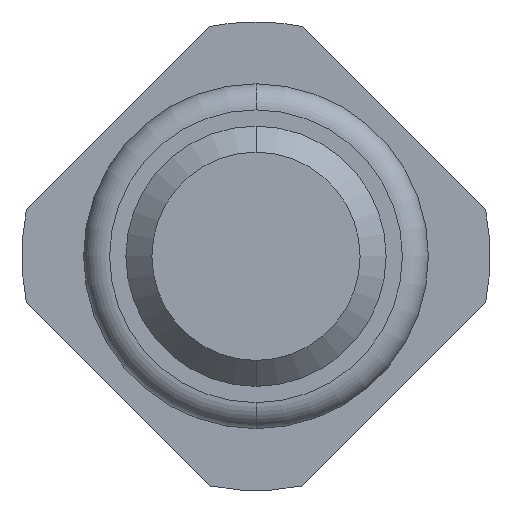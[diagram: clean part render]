
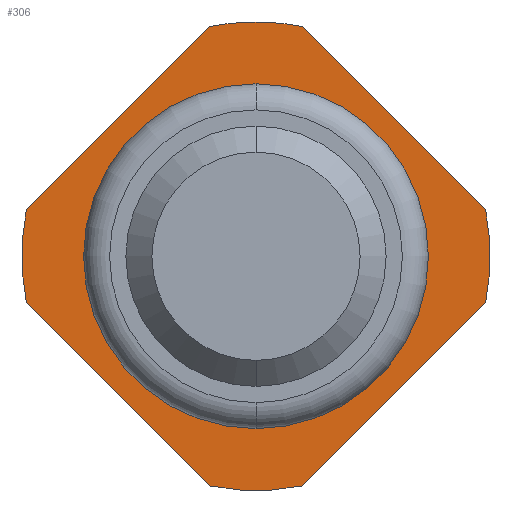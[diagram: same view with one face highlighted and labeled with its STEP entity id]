
A CAD part, front view. The second image highlights one B-rep face of the part: STEP entity #306.
In plain terms, the highlighted planar face has unit normal (0, -1, 0).
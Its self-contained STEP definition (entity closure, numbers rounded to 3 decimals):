
#133 = VECTOR ( 'NONE', #2456, 1000. ) ;
#152 = DIRECTION ( 'NONE',  ( 0., 0., 1. ) ) ;
#189 = PLANE ( 'NONE',  #266 ) ;
#233 = CARTESIAN_POINT ( 'NONE',  ( -1.764, -2., 0.357 ) ) ;
#266 = AXIS2_PLACEMENT_3D ( 'NONE', #1130, #808, #4080 ) ;
#273 = VERTEX_POINT ( 'NONE', #513 ) ;
#295 = CARTESIAN_POINT ( 'NONE',  ( 1.764, -2., -0.357 ) ) ;
#306 = ADVANCED_FACE ( 'Defeature ausgef�hrt2_0', ( #3033, #1766 ), #189, .F. ) ;
#357 = AXIS2_PLACEMENT_3D ( 'NONE', #395, #2408, #4009 ) ;
#395 = CARTESIAN_POINT ( 'NONE',  ( 0., -2., 0. ) ) ;
#427 = CIRCLE ( 'NONE', #357, 1.8 ) ;
#513 = CARTESIAN_POINT ( 'NONE',  ( 0.357, -2., -1.764 ) ) ;
#558 = VERTEX_POINT ( 'NONE', #609 ) ;
#604 = VERTEX_POINT ( 'NONE', #3316 ) ;
#609 = CARTESIAN_POINT ( 'NONE',  ( 0., -2., 1.8 ) ) ;
#649 = AXIS2_PLACEMENT_3D ( 'NONE', #1796, #4085, #3386 ) ;
#737 = LINE ( 'NONE', #2667, #2822 ) ;
#743 = ORIENTED_EDGE ( 'NONE', *, *, #2222, .F. ) ;
#758 = EDGE_CURVE ( 'Defeature ausgef�hrt2_18+Defeature ausgef�hrt2_0+Defeature ausgef�hrt2_2+Defeature ausgef�hrt2_1', #604, #1684, #1492, .T. ) ;
#808 = DIRECTION ( 'NONE',  ( 0., 1., 0. ) ) ;
#846 = VERTEX_POINT ( 'NONE', #233 ) ;
#903 = CIRCLE ( 'NONE', #3093, 1.8 ) ;
#918 = VERTEX_POINT ( 'NONE', #295 ) ;
#944 = ORIENTED_EDGE ( 'NONE', *, *, #3926, .F. ) ;
#990 = CARTESIAN_POINT ( 'NONE',  ( -1.764, -2., -0.357 ) ) ;
#1028 = EDGE_LOOP ( 'NONE', ( #2888, #4149 ) ) ;
#1053 = CARTESIAN_POINT ( 'NONE',  ( 0., -2., 0. ) ) ;
#1100 = CARTESIAN_POINT ( 'NONE',  ( 0., -2., -1.325 ) ) ;
#1127 = DIRECTION ( 'NONE',  ( -0.707, 0., -0.707 ) ) ;
#1130 = CARTESIAN_POINT ( 'NONE',  ( 1.8, -2., 0. ) ) ;
#1172 = CARTESIAN_POINT ( 'NONE',  ( 1.961, -2., 0.161 ) ) ;
#1177 = AXIS2_PLACEMENT_3D ( 'NONE', #1053, #1950, #3941 ) ;
#1309 = CARTESIAN_POINT ( 'NONE',  ( 0., -2., 0. ) ) ;
#1334 = CARTESIAN_POINT ( 'NONE',  ( 0., -2., 1.325 ) ) ;
#1376 = AXIS2_PLACEMENT_3D ( 'NONE', #1309, #4196, #2622 ) ;
#1383 = VERTEX_POINT ( 'NONE', #1334 ) ;
#1466 = DIRECTION ( 'NONE',  ( 0., 1., 0. ) ) ;
#1478 = VERTEX_POINT ( 'NONE', #1100 ) ;
#1492 = LINE ( 'NONE', #1172, #133 ) ;
#1555 = ORIENTED_EDGE ( 'NONE', *, *, #3132, .F. ) ;
#1575 = DIRECTION ( 'NONE',  ( 0., 0., 1. ) ) ;
#1653 = CIRCLE ( 'NONE', #1376, 1.8 ) ;
#1664 = CARTESIAN_POINT ( 'NONE',  ( -0.357, -2., 1.764 ) ) ;
#1666 = LINE ( 'NONE', #3640, #2893 ) ;
#1671 = CARTESIAN_POINT ( 'NONE',  ( 0., -2., 0. ) ) ;
#1684 = VERTEX_POINT ( 'NONE', #4173 ) ;
#1766 = FACE_OUTER_BOUND ( 'NONE', #3516, .T. ) ;
#1796 = CARTESIAN_POINT ( 'NONE',  ( 0., -2., 0. ) ) ;
#1798 = AXIS2_PLACEMENT_3D ( 'NONE', #2518, #1466, #2775 ) ;
#1835 = ORIENTED_EDGE ( 'NONE', *, *, #758, .F. ) ;
#1904 = EDGE_CURVE ( 'Defeature ausgef�hrt2_1+Defeature ausgef�hrt2_0+Defeature ausgef�hrt2_18+Defeature ausgef�hrt2_15', #1684, #918, #903, .T. ) ;
#1950 = DIRECTION ( 'NONE',  ( 0., 1., 0. ) ) ;
#1975 = ORIENTED_EDGE ( 'NONE', *, *, #1904, .F. ) ;
#2001 = CIRCLE ( 'NONE', #649, 1.8 ) ;
#2018 = LINE ( 'NONE', #2106, #3851 ) ;
#2027 = VERTEX_POINT ( 'NONE', #1664 ) ;
#2106 = CARTESIAN_POINT ( 'NONE',  ( -0.161, -2., 1.961 ) ) ;
#2222 = EDGE_CURVE ( 'Defeature ausgef�hrt2_3+Defeature ausgef�hrt2_0+Defeature ausgef�hrt2_16+Defeature ausgef�hrt2_17', #2878, #846, #427, .T. ) ;
#2408 = DIRECTION ( 'NONE',  ( 0., 1., 0. ) ) ;
#2420 = EDGE_CURVE ( 'Defeature ausgef�hrt2_0+Defeature ausgef�hrt2_12+Defeature ausgef�hrt2_12+Defeature ausgef�hrt2_12', #1383, #1478, #2686, .T. ) ;
#2443 = ORIENTED_EDGE ( 'NONE', *, *, #3210, .F. ) ;
#2456 = DIRECTION ( 'NONE',  ( 0.707, 0., -0.707 ) ) ;
#2503 = DIRECTION ( 'NONE',  ( 0., 1., 0. ) ) ;
#2518 = CARTESIAN_POINT ( 'NONE',  ( 0., -2., 0. ) ) ;
#2527 = VERTEX_POINT ( 'NONE', #3870 ) ;
#2622 = DIRECTION ( 'NONE',  ( 0., 0., 1. ) ) ;
#2667 = CARTESIAN_POINT ( 'NONE',  ( 1.961, -2., -0.161 ) ) ;
#2677 = ORIENTED_EDGE ( 'NONE', *, *, #2953, .F. ) ;
#2686 = CIRCLE ( 'NONE', #1798, 1.325 ) ;
#2775 = DIRECTION ( 'NONE',  ( 0., 0., 1. ) ) ;
#2822 = VECTOR ( 'NONE', #1127, 1000. ) ;
#2873 = ORIENTED_EDGE ( 'NONE', *, *, #3720, .F. ) ;
#2878 = VERTEX_POINT ( 'NONE', #990 ) ;
#2888 = ORIENTED_EDGE ( 'NONE', *, *, #2420, .T. ) ;
#2893 = VECTOR ( 'NONE', #3623, 1000. ) ;
#2898 = EDGE_CURVE ( 'Defeature ausgef�hrt2_0+Defeature ausgef�hrt2_12+Defeature ausgef�hrt2_12+Defeature ausgef�hrt2_12', #1478, #1383, #3307, .T. ) ;
#2953 = EDGE_CURVE ( 'Defeature ausgef�hrt2_2+Defeature ausgef�hrt2_0+Defeature ausgef�hrt2_17+Defeature ausgef�hrt2_18', #558, #604, #2001, .T. ) ;
#3033 = FACE_BOUND ( 'NONE', #1028, .T. ) ;
#3093 = AXIS2_PLACEMENT_3D ( 'NONE', #1671, #4019, #152 ) ;
#3132 = EDGE_CURVE ( 'Defeature ausgef�hrt2_4+Defeature ausgef�hrt2_0+Defeature ausgef�hrt2_15+Defeature ausgef�hrt2_16', #273, #2527, #3587, .T. ) ;
#3210 = EDGE_CURVE ( 'Defeature ausgef�hrt2_16+Defeature ausgef�hrt2_0+Defeature ausgef�hrt2_4+Defeature ausgef�hrt2_3', #2527, #2878, #1666, .T. ) ;
#3243 = ORIENTED_EDGE ( 'NONE', *, *, #3694, .F. ) ;
#3307 = CIRCLE ( 'NONE', #1177, 1.325 ) ;
#3316 = CARTESIAN_POINT ( 'NONE',  ( 0.357, -2., 1.764 ) ) ;
#3386 = DIRECTION ( 'NONE',  ( 0., 0., 1. ) ) ;
#3488 = CARTESIAN_POINT ( 'NONE',  ( 0., -2., 0. ) ) ;
#3516 = EDGE_LOOP ( 'NONE', ( #1835, #2677, #944, #3243, #743, #2443, #1555, #2873, #1975 ) ) ;
#3587 = CIRCLE ( 'NONE', #3722, 1.8 ) ;
#3623 = DIRECTION ( 'NONE',  ( -0.707, 0., 0.707 ) ) ;
#3640 = CARTESIAN_POINT ( 'NONE',  ( -0.161, -2., -1.961 ) ) ;
#3658 = DIRECTION ( 'NONE',  ( 0.707, 0., 0.707 ) ) ;
#3694 = EDGE_CURVE ( 'Defeature ausgef�hrt2_17+Defeature ausgef�hrt2_0+Defeature ausgef�hrt2_3+Defeature ausgef�hrt2_2', #846, #2027, #2018, .T. ) ;
#3720 = EDGE_CURVE ( 'Defeature ausgef�hrt2_15+Defeature ausgef�hrt2_0+Defeature ausgef�hrt2_1+Defeature ausgef�hrt2_4', #918, #273, #737, .T. ) ;
#3722 = AXIS2_PLACEMENT_3D ( 'NONE', #3488, #2503, #1575 ) ;
#3851 = VECTOR ( 'NONE', #3658, 1000. ) ;
#3870 = CARTESIAN_POINT ( 'NONE',  ( -0.357, -2., -1.764 ) ) ;
#3926 = EDGE_CURVE ( 'Defeature ausgef�hrt2_2+Defeature ausgef�hrt2_0+Defeature ausgef�hrt2_17+Defeature ausgef�hrt2_18', #2027, #558, #1653, .T. ) ;
#3941 = DIRECTION ( 'NONE',  ( 0., 0., 1. ) ) ;
#4009 = DIRECTION ( 'NONE',  ( 0., 0., 1. ) ) ;
#4019 = DIRECTION ( 'NONE',  ( 0., 1., 0. ) ) ;
#4080 = DIRECTION ( 'NONE',  ( 0., 0., 1. ) ) ;
#4085 = DIRECTION ( 'NONE',  ( 0., 1., 0. ) ) ;
#4149 = ORIENTED_EDGE ( 'NONE', *, *, #2898, .T. ) ;
#4173 = CARTESIAN_POINT ( 'NONE',  ( 1.764, -2., 0.357 ) ) ;
#4196 = DIRECTION ( 'NONE',  ( 0., 1., 0. ) ) ;
